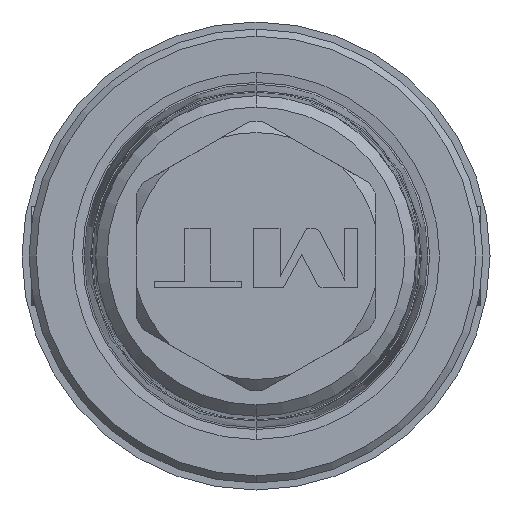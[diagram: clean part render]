
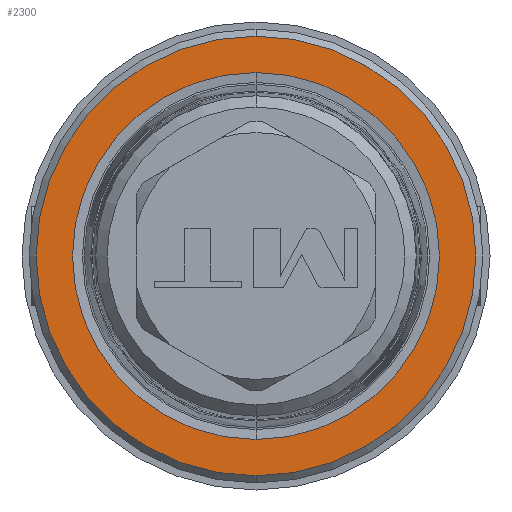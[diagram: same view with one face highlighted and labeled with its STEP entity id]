
A CAD part, front view. The second image highlights one B-rep face of the part: STEP entity #2300.
In plain terms, the highlighted planar face has unit normal (0, -1, 0).
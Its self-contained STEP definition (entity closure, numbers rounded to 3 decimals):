
#445=CARTESIAN_POINT('',(0.,0.,0.));
#446=DIRECTION('',(0.,1.,0.));
#447=DIRECTION('',(0.,0.,-1.));
#448=AXIS2_PLACEMENT_3D('',#445,#446,#447);
#450=CARTESIAN_POINT('',(0.,0.,0.));
#451=DIRECTION('',(0.,1.,0.));
#452=DIRECTION('',(0.,0.,1.));
#453=AXIS2_PLACEMENT_3D('',#450,#451,#452);
#455=CARTESIAN_POINT('',(0.,0.,0.));
#456=DIRECTION('',(0.,-1.,0.));
#457=DIRECTION('',(0.,0.,1.));
#458=AXIS2_PLACEMENT_3D('',#455,#456,#457);
#460=CARTESIAN_POINT('',(0.,0.,0.));
#461=DIRECTION('',(0.,-1.,0.));
#462=DIRECTION('',(0.,0.,-1.));
#463=AXIS2_PLACEMENT_3D('',#460,#461,#462);
#1487=CARTESIAN_POINT('',(0.,0.,-15.5));
#1488=CARTESIAN_POINT('',(0.,0.,15.5));
#1489=VERTEX_POINT('',#1487);
#1490=VERTEX_POINT('',#1488);
#1587=CARTESIAN_POINT('',(0.,0.,12.939));
#1588=CARTESIAN_POINT('',(0.,0.,-12.939));
#1589=VERTEX_POINT('',#1587);
#1590=VERTEX_POINT('',#1588);
#2285=CARTESIAN_POINT('',(0.,0.,0.));
#2286=DIRECTION('',(0.,-1.,0.));
#2287=DIRECTION('',(0.,0.,-1.));
#2288=AXIS2_PLACEMENT_3D('',#2285,#2286,#2287);
#2289=PLANE('',#2288);
#2290=ORIENTED_EDGE('',*,*,#2252,.T.);
#2291=ORIENTED_EDGE('',*,*,#2267,.T.);
#2292=EDGE_LOOP('',(#2290,#2291));
#2293=FACE_OUTER_BOUND('',#2292,.F.);
#2295=ORIENTED_EDGE('',*,*,#2294,.T.);
#2297=ORIENTED_EDGE('',*,*,#2296,.T.);
#2298=EDGE_LOOP('',(#2295,#2297));
#2299=FACE_BOUND('',#2298,.F.);
#2300=ADVANCED_FACE('',(#2293,#2299),#2289,.T.);
#449=CIRCLE('',#448,15.5);
#454=CIRCLE('',#453,15.5);
#459=CIRCLE('',#458,12.939);
#464=CIRCLE('',#463,12.939);
#2252=EDGE_CURVE('',#1489,#1490,#449,.T.);
#2267=EDGE_CURVE('',#1490,#1489,#454,.T.);
#2294=EDGE_CURVE('',#1589,#1590,#459,.T.);
#2296=EDGE_CURVE('',#1590,#1589,#464,.T.);
